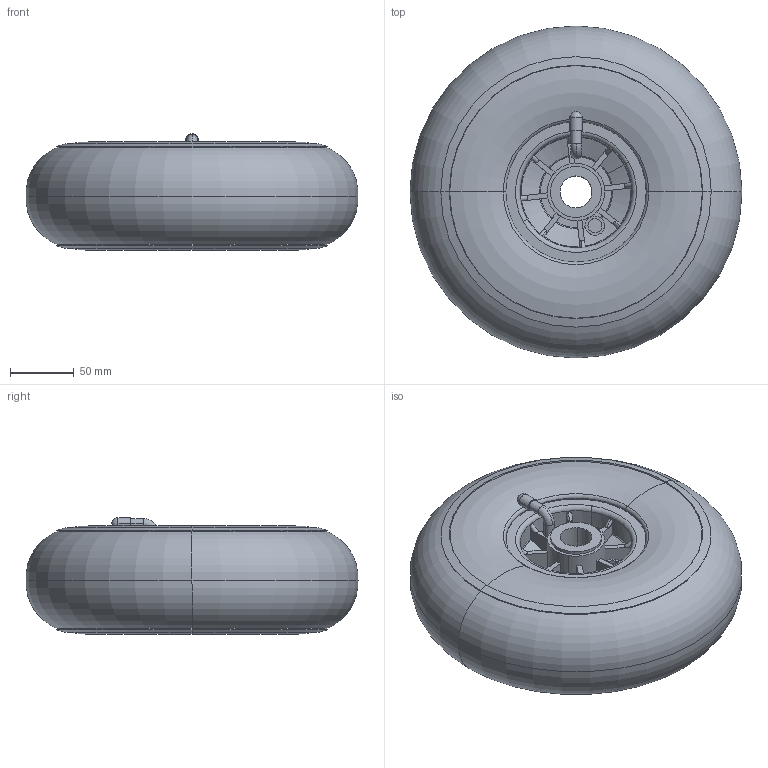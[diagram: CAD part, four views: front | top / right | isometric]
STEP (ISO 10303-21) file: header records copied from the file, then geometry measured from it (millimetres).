
FILE_DESCRIPTION (( 'STEP AP214' ), '1' );
FILE_NAME ('0017349_LRK2-260-85-75-G25_DUMMY.step', '2018-08-16T09:40:01', ( 'Windows-Benutzer' ), ( '' ), 'SwSTEP 2.0', 'SolidWorks 2018', '' );
FILE_SCHEMA (( 'AUTOMOTIVE_DESIGN' ));
Length unit declared in the file: millimetre
Products named in the file (6): 0023677_S-260-085-VS1_Ventil_MODEL; 0017349_LRK2-260-85-75-G25_DUMMY; 0023677_S-260-085-VS1; 0015587_D2-260-085_DUMMY_MODEL; K0017056_FK-260-75-G25; 0023824_DS2-260-085-VS1-K-DUMMY
Assembly tree (5 placements, depth 4):
  0017349_LRK2-260-85-75-G25_DUMMY
    0023824_DS2-260-085-VS1-K-DUMMY
      0015587_D2-260-085_DUMMY_MODEL
      0023677_S-260-085-VS1
        0023677_S-260-085-VS1_Ventil_MODEL
    K0017056_FK-260-75-G25
Bounding box: 260 x 260 x 91.35 mm (x, y, z)
Volume: 3444378.3 mm3; surface area: 255042.4 mm2
Topology: 5 solids, 5 shells, 335 faces, 864 edges, 544 vertices
Faces by surface type: plane 121, torus 82, cylinder 73, cone 58, sphere 1
Entity records: 14424 total; most frequent: CARTESIAN_POINT 3112, ORIENTED_EDGE 1722, DIRECTION 1630, EDGE_CURVE 861, AXIS2_PLACEMENT_3D 689, VERTEX_POINT 542, EDGE_LOOP 351, CIRCLE 344
